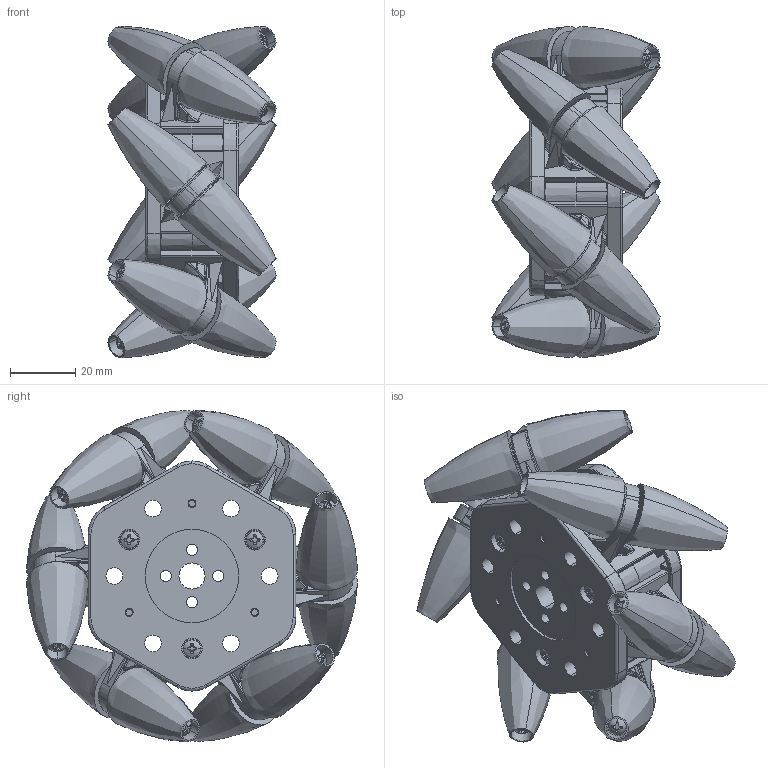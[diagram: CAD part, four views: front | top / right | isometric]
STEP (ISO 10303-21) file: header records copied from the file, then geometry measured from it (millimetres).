
FILE_DESCRIPTION (( 'STEP AP214' ), '1' );
FILE_NAME ('am-2538 - 4 in mecanum left wheel.STEP', '2013-12-04T17:37:00', ( '' ), ( '' ), 'SwSTEP 2.0', 'SolidWorks 2010', '' );
FILE_SCHEMA (( 'AUTOMOTIVE_DESIGN' ));
Length unit declared in the file: inch
Products named in the file (1): am-2538 - 4 in mecanum left wheel
Bounding box: 51.48 x 101.47 x 101.59 mm (x, y, z)
Surface area: 49082.7 mm2 (no closed solid volume)
Topology: 0 solids, 68 shells, 1282 faces, 3940 edges, 2640 vertices
Faces by surface type: plane 488, cylinder 326, bspline 200, cone 122, torus 102, sphere 44
Entity records: 71122 total; most frequent: CARTESIAN_POINT 21209, DIRECTION 6972, ORIENTED_EDGE 6458, EDGE_CURVE 3940, AXIS2_PLACEMENT_3D 2775, VERTEX_POINT 2640, CIRCLE 1692, VECTOR 1422
